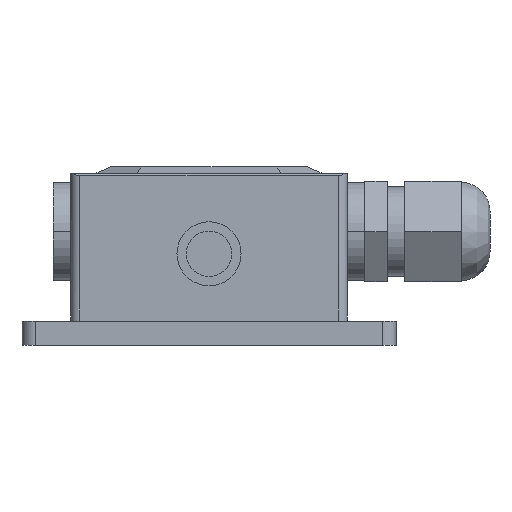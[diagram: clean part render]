
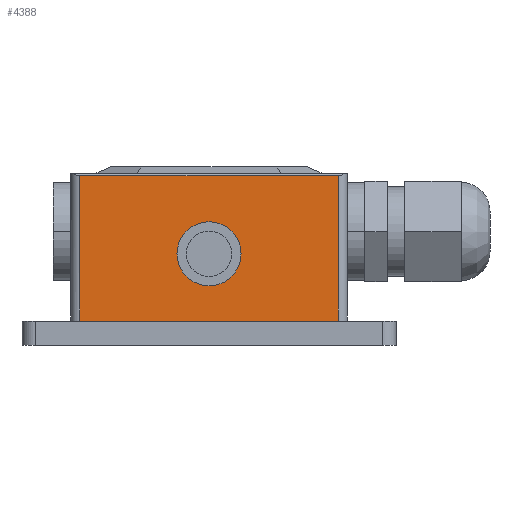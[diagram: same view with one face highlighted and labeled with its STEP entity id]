
A CAD part, front view. The second image highlights one B-rep face of the part: STEP entity #4388.
In plain terms, the highlighted planar face has unit normal (0, -1, 0).
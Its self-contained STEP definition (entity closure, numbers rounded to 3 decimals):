
#4314=CARTESIAN_POINT('',(71.,0.0,38.));
#4315=VERTEX_POINT('',#4314);
#4323=CARTESIAN_POINT('',(71.,0.,5.4));
#4324=VERTEX_POINT('',#4323);
#4325=CARTESIAN_POINT('',(71.,0.,38.));
#4326=DIRECTION('',(0.0,0.0,-1.0));
#4327=VECTOR('',#4326,32.6);
#4328=LINE('',#4325,#4327);
#4329=EDGE_CURVE('',#4315,#4324,#4328,.T.);
#4358=CARTESIAN_POINT('',(73.,0.0,38.));
#4359=DIRECTION('',(0.0,-1.0,0.0));
#4360=DIRECTION('',(1.0,0.0,0.0));
#4361=AXIS2_PLACEMENT_3D('',#4358,#4359,#4360);
#4362=PLANE('',#4361);
#4363=ORIENTED_EDGE('',*,*,#4329,.F.);
#4364=CARTESIAN_POINT('',(13.,0.,38.));
#4365=VERTEX_POINT('',#4364);
#4366=CARTESIAN_POINT('',(71.,0.,38.));
#4367=DIRECTION('',(-1.0,0.0,0.0));
#4368=VECTOR('',#4367,58.);
#4369=LINE('',#4366,#4368);
#4370=EDGE_CURVE('',#4315,#4365,#4369,.T.);
#4371=ORIENTED_EDGE('',*,*,#4370,.T.);
#4372=CARTESIAN_POINT('',(13.,0.0,5.4));
#4373=VERTEX_POINT('',#4372);
#4374=CARTESIAN_POINT('',(13.,0.,5.4));
#4375=DIRECTION('',(0.0,0.0,1.0));
#4376=VECTOR('',#4375,32.6);
#4377=LINE('',#4374,#4376);
#4378=EDGE_CURVE('',#4373,#4365,#4377,.T.);
#4379=ORIENTED_EDGE('',*,*,#4378,.F.);
#4380=CARTESIAN_POINT('',(71.,0.,5.4));
#4381=DIRECTION('',(-1.0,0.0,0.0));
#4382=VECTOR('',#4381,58.);
#4383=LINE('',#4380,#4382);
#4384=EDGE_CURVE('',#4324,#4373,#4383,.T.);
#4385=ORIENTED_EDGE('',*,*,#4384,.F.);
#4386=EDGE_LOOP('',(#4363,#4371,#4379,#4385));
#4387=FACE_OUTER_BOUND('',#4386,.T.);
#4388=ADVANCED_FACE('',(#4387),#4362,.T.);
